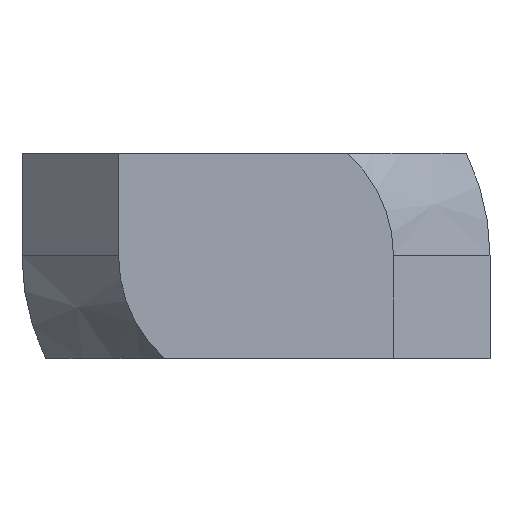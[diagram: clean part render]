
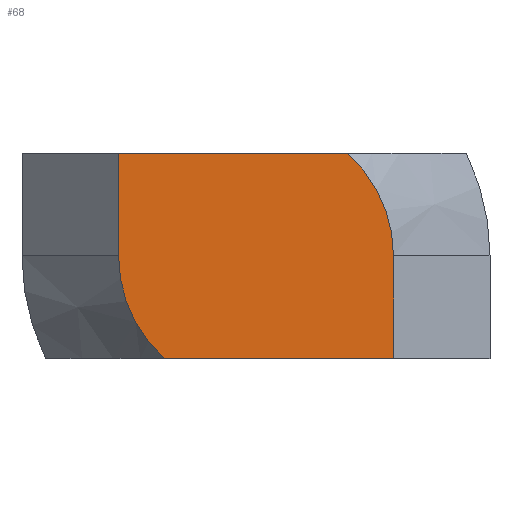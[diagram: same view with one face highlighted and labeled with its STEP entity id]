
A CAD part, top view. The second image highlights one B-rep face of the part: STEP entity #68.
In plain terms, the highlighted planar face has unit normal (0, 0, 1).
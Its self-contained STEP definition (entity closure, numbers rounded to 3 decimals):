
#68=ADVANCED_FACE('',(#143),#144,.T.);
#143=FACE_OUTER_BOUND('',#221,.T.);
#144=PLANE('',#222);
#221=EDGE_LOOP('',(#346,#347,#348,#349,#350,#351));
#222=AXIS2_PLACEMENT_3D('',#352,#353,#354);
#346=ORIENTED_EDGE('',*,*,#507,.T.);
#347=ORIENTED_EDGE('',*,*,#505,.T.);
#348=ORIENTED_EDGE('',*,*,#508,.F.);
#349=ORIENTED_EDGE('',*,*,#509,.F.);
#350=ORIENTED_EDGE('',*,*,#510,.T.);
#351=ORIENTED_EDGE('',*,*,#511,.F.);
#352=CARTESIAN_POINT('',(-5.7,-4.25,5.7));
#353=DIRECTION('',(0.0,0.,1.0));
#354=DIRECTION('',(0.0,-1.0,0.));
#505=EDGE_CURVE('',#603,#605,#607,.T.);
#507=EDGE_CURVE('',#609,#603,#610,.F.);
#508=EDGE_CURVE('',#611,#605,#612,.F.);
#509=EDGE_CURVE('',#613,#611,#614,.T.);
#510=EDGE_CURVE('',#613,#615,#616,.F.);
#511=EDGE_CURVE('',#609,#615,#617,.T.);
#603=VERTEX_POINT('',#735);
#605=VERTEX_POINT('',#738);
#607=CIRCLE('',#749,5.7);
#609=VERTEX_POINT('',#751);
#610=LINE('',#752,#753);
#611=VERTEX_POINT('',#754);
#612=LINE('',#755,#756);
#613=VERTEX_POINT('',#757);
#614=LINE('',#758,#759);
#615=VERTEX_POINT('',#760);
#616=CIRCLE('',#761,5.7);
#617=LINE('',#762,#763);
#735=CARTESIAN_POINT('',(-5.7,0.,5.7));
#738=CARTESIAN_POINT('',(-3.798,-4.25,5.7));
#749=AXIS2_PLACEMENT_3D('',#884,#885,#886);
#751=CARTESIAN_POINT('',(-5.7,4.25,5.7));
#752=CARTESIAN_POINT('',(-5.7,-4.25,5.7));
#753=VECTOR('',#887,1.0);
#754=CARTESIAN_POINT('',(5.7,-4.25,5.7));
#755=CARTESIAN_POINT('',(-2.85,-4.25,5.7));
#756=VECTOR('',#888,1.0);
#757=CARTESIAN_POINT('',(5.7,0.,5.7));
#758=CARTESIAN_POINT('',(5.7,-4.25,5.7));
#759=VECTOR('',#889,1.0);
#760=CARTESIAN_POINT('',(3.798,4.25,5.7));
#761=AXIS2_PLACEMENT_3D('',#890,#891,#892);
#762=CARTESIAN_POINT('',(-2.85,4.25,5.7));
#763=VECTOR('',#893,1.0);
#884=CARTESIAN_POINT('',(0.,0.,5.7));
#885=DIRECTION('',(0.0,0.,1.0));
#886=DIRECTION('',(-1.0,0.0,0.0));
#887=DIRECTION('',(0.0,1.0,0.));
#888=DIRECTION('',(1.0,-0.0,0.0));
#889=DIRECTION('',(0.0,-1.0,0.));
#890=CARTESIAN_POINT('',(0.,0.,5.7));
#891=DIRECTION('',(-0.0,0.,-1.0));
#892=DIRECTION('',(-1.0,0.0,0.0));
#893=DIRECTION('',(1.0,-0.0,0.0));
